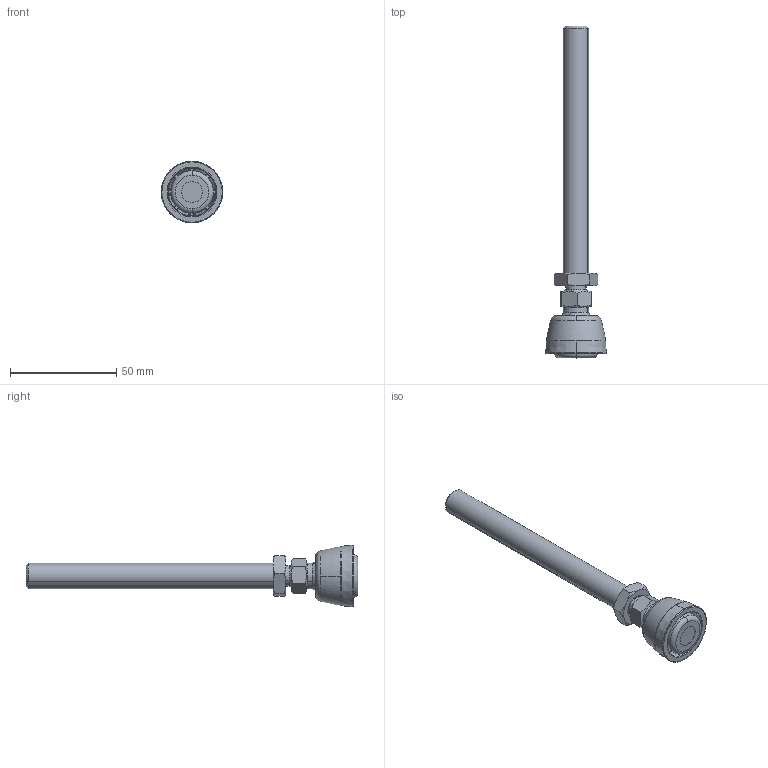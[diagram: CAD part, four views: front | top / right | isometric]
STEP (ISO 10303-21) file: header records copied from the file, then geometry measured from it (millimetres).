
FILE_DESCRIPTION (( 'STEP AP203' ), '1' );
FILE_NAME ('A60.00.30.05 Nylon swivel feet 30 - M12 x 125.STEP', '2018-09-28T13:08:45', ( '' ), ( '' ), 'SwSTEP 2.0', 'SolidWorks 2015', '' );
FILE_SCHEMA (( 'CONFIG_CONTROL_DESIGN' ));
Length unit declared in the file: inch
Products named in the file (2): A60.00.30.05 Nylon swivel feet 30 - M12 x 125
Bounding box: 29 x 156.5 x 29 mm (x, y, z)
Volume: 26203.4 mm3; surface area: 11721.6 mm2
Topology: 4 solids, 4 shells, 482 faces, 1165 edges, 678 vertices
Faces by surface type: bspline 231, torus 68, cone 61, plane 55, cylinder 51, sphere 16
Entity records: 21282 total; most frequent: CARTESIAN_POINT 11817, ORIENTED_EDGE 2286, DIRECTION 1528, EDGE_CURVE 1143, AXIS2_PLACEMENT_3D 700, VERTEX_POINT 674, B_SPLINE_CURVE_WITH_KNOTS 557, EDGE_LOOP 489
